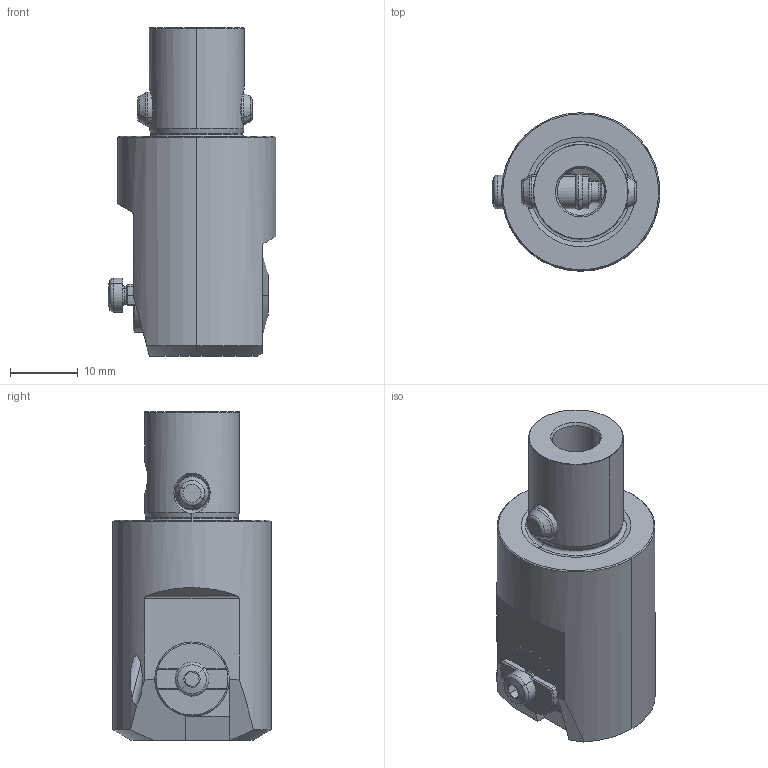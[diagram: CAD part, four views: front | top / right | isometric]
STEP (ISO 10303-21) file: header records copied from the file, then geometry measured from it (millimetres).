
FILE_DESCRIPTION(('no description'),'unknown implementation level');
FILE_NAME('E8BE36B2-2B1A-45AF-AA30-58BEABFCBFAF_export.stp',' ',('CIMSOURCE GmbH'),('CADClick - KiM GmbH - www.kimweb.de'),'unknown preprocess','ACIS','unknown authorization');
FILE_SCHEMA(('automotive_design'));
Length unit declared in the file: millimetre
Products named in the file (5): 310.201 Kaiser EWN 25-33(47) X CK2|310.250 Kaiser Werkzeugtr�ger_Standard;NONE; 310.201 Kaiser EWN 25-33(47) X CK2|690.136 Kaiser ETL M3_SW2 X 6A_Standard;NONE; 310.201 Kaiser EWN 25-33(47) X CK2|310.230 Kaiser Werkzeugk�rper EWN 25-47 x CK2B_Standard;NONE; 310.201 Kaiser EWN 25-33(47) X CK2|691.502 Kaiser ETL �5 X 17K_Standard|691.522 Mitnehmerbolzen_Standard;NONE; 310.201 Kaiser EWN 25-33(47) X CK2|691.502 Kaiser ETL �5 X 17K_Standard|692.271 Skizze_Standard;NONE
Bounding box: 24.8 x 23.4 x 48.5 mm (x, y, z)
Volume: 14468.1 mm3; surface area: 6217.1 mm2
Topology: 5 solids, 5 shells, 190 faces, 437 edges, 257 vertices
Faces by surface type: plane 67, cylinder 48, cone 45, torus 30
Entity records: 10806 total; most frequent: CARTESIAN_POINT 1434, DIRECTION 970, STYLED_ITEM 880, PRESENTATION_STYLE_ASSIGNMENT 880, COLOUR_RGB 880, ORIENTED_EDGE 866, EDGE_CURVE 433, CURVE_STYLE 433
